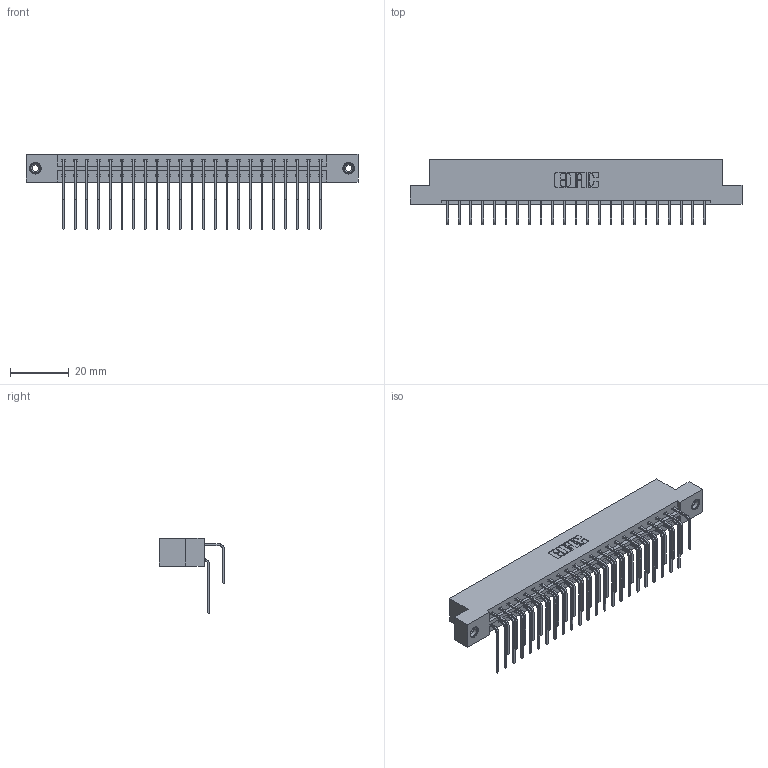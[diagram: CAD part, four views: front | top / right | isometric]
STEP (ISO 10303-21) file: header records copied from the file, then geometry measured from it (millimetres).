
FILE_DESCRIPTION (( 'STEP AP203' ), '1' );
FILE_NAME ('333-046-558-208.STEP', '2018-08-03T22:51:08', ( '' ), ( '' ), 'SwSTEP 2.0', 'SolidWorks 2016', '' );
FILE_SCHEMA (( 'CONFIG_CONTROL_DESIGN' ));
Length unit declared in the file: inch
Products named in the file (5): 333 Part_Flush - .156 Dia - TI; 345-292-001_558 559 Tail - 1; 345-292-001_558 Tail - 2; 345-250-001_345-250-003-102; 333-046-558-208
Assembly tree (49 placements, depth 2):
  333-046-558-208
    333 Part_Flush - .156 Dia - TI
    345-292-001_558 559 Tail - 1  x23
    345-292-001_558 Tail - 2  x23
    345-250-001_345-250-003-102  x2
Bounding box: 112.67 x 22.17 x 25.53 mm (x, y, z)
Volume: 11584.6 mm3; surface area: 14835.2 mm2
Topology: 49 solids, 49 shells, 2658 faces, 7853 edges, 5166 vertices
Faces by surface type: plane 1850, cylinder 792, cone 12, torus 4
Entity records: 20224 total; most frequent: CARTESIAN_POINT 3408, ORIENTED_EDGE 3286, DIRECTION 2957, EDGE_CURVE 1643, LINE 1455, VECTOR 1455, VERTEX_POINT 1088, AXIS2_PLACEMENT_3D 751
